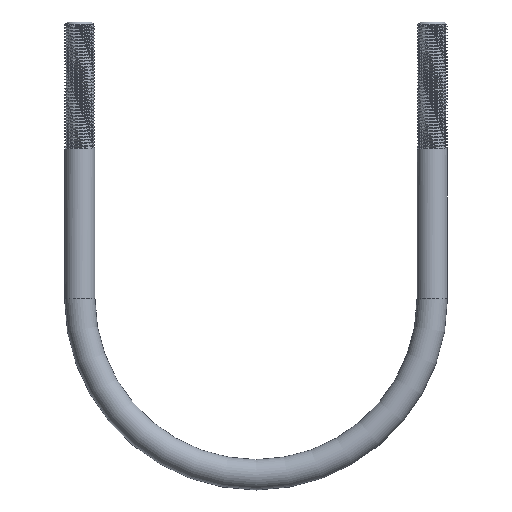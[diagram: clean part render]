
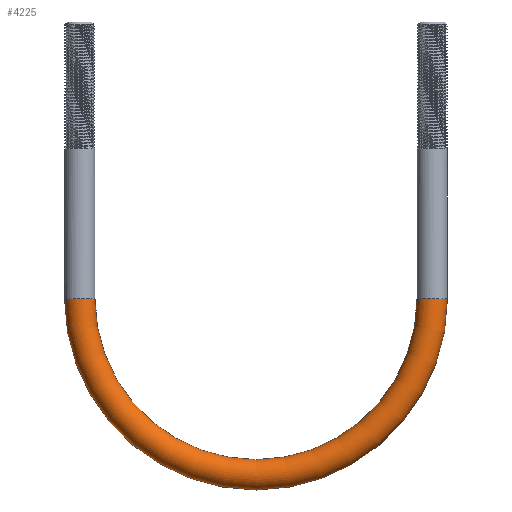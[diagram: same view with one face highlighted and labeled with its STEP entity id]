
A CAD part, front view. The second image highlights one B-rep face of the part: STEP entity #4225.
In plain terms, the highlighted toroidal (fillet/blend) face has major radius 58 mm and minor radius 5 mm.
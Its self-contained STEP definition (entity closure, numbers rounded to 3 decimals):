
#347 = EDGE_CURVE ( 'NONE', #8484, #16726, #11685, .T. ) ;
#360 = CARTESIAN_POINT ( 'NONE',  ( -16.5, 0., -162.642 ) ) ;
#1614 = DIRECTION ( 'NONE',  ( 0., 1., 0. ) ) ;
#2514 = EDGE_CURVE ( 'NONE', #4055, #18649, #10179, .T. ) ;
#4055 = VERTEX_POINT ( 'NONE', #8533 ) ;
#4181 = AXIS2_PLACEMENT_3D ( 'NONE', #6357, #17895, #4932 ) ;
#4225 = ADVANCED_FACE ( 'NONE', ( #16382 ), #5987, .T. ) ;
#4401 = CARTESIAN_POINT ( 'NONE',  ( -11.5, 0., -162.642 ) ) ;
#4569 = CARTESIAN_POINT ( 'NONE',  ( 41.5, 0., -162.642 ) ) ;
#4742 = DIRECTION ( 'NONE',  ( 0., 0., 1. ) ) ;
#4932 = DIRECTION ( 'NONE',  ( 1., 0., 0. ) ) ;
#5581 = EDGE_CURVE ( 'NONE', #16726, #18649, #7799, .T. ) ;
#5964 = AXIS2_PLACEMENT_3D ( 'NONE', #14569, #1614, #4742 ) ;
#5987 = TOROIDAL_SURFACE ( 'NONE', #9877, 58., 5. ) ;
#6357 = CARTESIAN_POINT ( 'NONE',  ( 99.5, 0., -162.642 ) ) ;
#6523 = EDGE_LOOP ( 'NONE', ( #9591, #16987, #17441, #15246 ) ) ;
#6868 = AXIS2_PLACEMENT_3D ( 'NONE', #15547, #6961, #18499 ) ;
#6961 = DIRECTION ( 'NONE',  ( 0., 1., 0. ) ) ;
#7230 = EDGE_CURVE ( 'NONE', #8484, #4055, #9019, .T. ) ;
#7799 = CIRCLE ( 'NONE', #10809, 5. ) ;
#8484 = VERTEX_POINT ( 'NONE', #15238 ) ;
#8533 = CARTESIAN_POINT ( 'NONE',  ( 104.5, 0., -162.642 ) ) ;
#9019 = CIRCLE ( 'NONE', #4181, 5. ) ;
#9149 = DIRECTION ( 'NONE',  ( 0., 0., -1. ) ) ;
#9591 = ORIENTED_EDGE ( 'NONE', *, *, #2514, .F. ) ;
#9877 = AXIS2_PLACEMENT_3D ( 'NONE', #4569, #15041, #17720 ) ;
#10019 = CARTESIAN_POINT ( 'NONE',  ( -21.5, 0., -162.642 ) ) ;
#10179 = CIRCLE ( 'NONE', #6868, 63. ) ;
#10809 = AXIS2_PLACEMENT_3D ( 'NONE', #360, #9149, #11905 ) ;
#11685 = CIRCLE ( 'NONE', #5964, 53. ) ;
#11905 = DIRECTION ( 'NONE',  ( -1., 0., 0. ) ) ;
#14569 = CARTESIAN_POINT ( 'NONE',  ( 41.5, 0., -162.642 ) ) ;
#15041 = DIRECTION ( 'NONE',  ( 0., 1., 0. ) ) ;
#15238 = CARTESIAN_POINT ( 'NONE',  ( 94.5, 0., -162.642 ) ) ;
#15246 = ORIENTED_EDGE ( 'NONE', *, *, #5581, .T. ) ;
#15547 = CARTESIAN_POINT ( 'NONE',  ( 41.5, 0., -162.642 ) ) ;
#16382 = FACE_OUTER_BOUND ( 'NONE', #6523, .T. ) ;
#16726 = VERTEX_POINT ( 'NONE', #4401 ) ;
#16987 = ORIENTED_EDGE ( 'NONE', *, *, #7230, .F. ) ;
#17441 = ORIENTED_EDGE ( 'NONE', *, *, #347, .T. ) ;
#17720 = DIRECTION ( 'NONE',  ( 0., 0., 1. ) ) ;
#17895 = DIRECTION ( 'NONE',  ( 0., 0., 1. ) ) ;
#18499 = DIRECTION ( 'NONE',  ( 0., 0., 1. ) ) ;
#18649 = VERTEX_POINT ( 'NONE', #10019 ) ;
